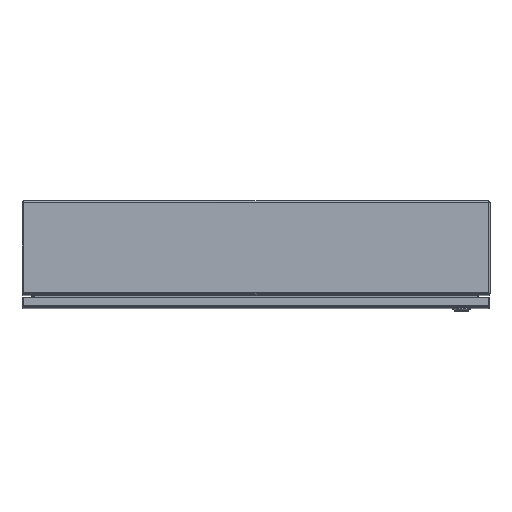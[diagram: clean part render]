
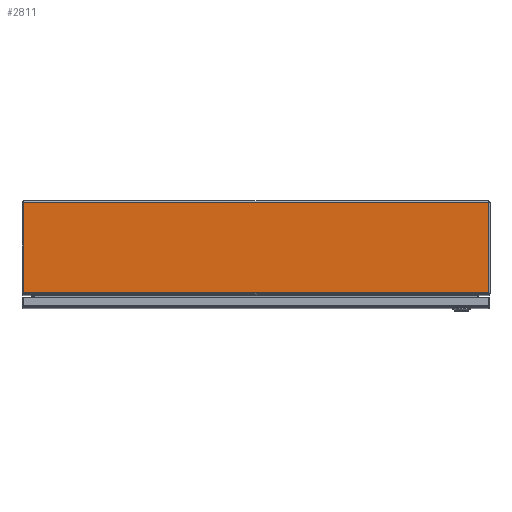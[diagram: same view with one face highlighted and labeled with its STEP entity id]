
A CAD part, top view. The second image highlights one B-rep face of the part: STEP entity #2811.
In plain terms, the highlighted planar face has unit normal (0, 0, 1).
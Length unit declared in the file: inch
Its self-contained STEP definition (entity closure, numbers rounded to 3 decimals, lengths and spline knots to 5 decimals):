
#2811 = ADVANCED_FACE ( 'NONE', ( #27510 ), #8625, .F. ) ;
#2822 = EDGE_CURVE ( 'NONE', #16742, #8757, #25629, .T. ) ;
#3696 = VECTOR ( 'NONE', #25314, 39.37008 ) ;
#5491 = DIRECTION ( 'NONE',  ( 0., 1., 0. ) ) ;
#6287 = CARTESIAN_POINT ( 'NONE',  ( 14.92789, -0.108, 18. ) ) ;
#6445 = CARTESIAN_POINT ( 'NONE',  ( 104.298, -0.072, 18. ) ) ;
#6527 = VERTEX_POINT ( 'NONE', #14957 ) ;
#6930 = CARTESIAN_POINT ( 'NONE',  ( 14.92789, -0.072, 18. ) ) ;
#7683 = VECTOR ( 'NONE', #18267, 39.37008 ) ;
#8625 = PLANE ( 'NONE',  #25614 ) ;
#8757 = VERTEX_POINT ( 'NONE', #6287 ) ;
#8779 = ORIENTED_EDGE ( 'NONE', *, *, #26384, .F. ) ;
#8784 = CARTESIAN_POINT ( 'NONE',  ( 104.298, -5.892, 18. ) ) ;
#9329 = EDGE_LOOP ( 'NONE', ( #12547, #8779, #10589, #11657 ) ) ;
#10589 = ORIENTED_EDGE ( 'NONE', *, *, #2822, .F. ) ;
#11140 = CARTESIAN_POINT ( 'NONE',  ( 14.92789, -5.892, 18. ) ) ;
#11624 = DIRECTION ( 'NONE',  ( 0., -1., 0. ) ) ;
#11657 = ORIENTED_EDGE ( 'NONE', *, *, #28077, .F. ) ;
#12547 = ORIENTED_EDGE ( 'NONE', *, *, #23772, .F. ) ;
#13451 = DIRECTION ( 'NONE',  ( 0., 0., -1. ) ) ;
#14591 = VERTEX_POINT ( 'NONE', #11140 ) ;
#14957 = CARTESIAN_POINT ( 'NONE',  ( -14.92789, -5.892, 18. ) ) ;
#16742 = VERTEX_POINT ( 'NONE', #29671 ) ;
#17779 = LINE ( 'NONE', #27330, #26344 ) ;
#18267 = DIRECTION ( 'NONE',  ( -1., 0., 0. ) ) ;
#18430 = DIRECTION ( 'NONE',  ( 0., 1., 0. ) ) ;
#19446 = VECTOR ( 'NONE', #11624, 39.37008 ) ;
#23772 = EDGE_CURVE ( 'NONE', #14591, #6527, #28899, .T. ) ;
#25314 = DIRECTION ( 'NONE',  ( 1., 0., 0. ) ) ;
#25469 = CARTESIAN_POINT ( 'NONE',  ( -14.892, -0.108, 18. ) ) ;
#25507 = LINE ( 'NONE', #6930, #19446 ) ;
#25614 = AXIS2_PLACEMENT_3D ( 'NONE', #6445, #13451, #18430 ) ;
#25629 = LINE ( 'NONE', #25469, #3696 ) ;
#26344 = VECTOR ( 'NONE', #5491, 39.37008 ) ;
#26384 = EDGE_CURVE ( 'NONE', #8757, #14591, #25507, .T. ) ;
#27330 = CARTESIAN_POINT ( 'NONE',  ( -14.92789, -0.072, 18. ) ) ;
#27510 = FACE_OUTER_BOUND ( 'NONE', #9329, .T. ) ;
#28077 = EDGE_CURVE ( 'NONE', #6527, #16742, #17779, .T. ) ;
#28899 = LINE ( 'NONE', #8784, #7683 ) ;
#29671 = CARTESIAN_POINT ( 'NONE',  ( -14.92789, -0.108, 18. ) ) ;
